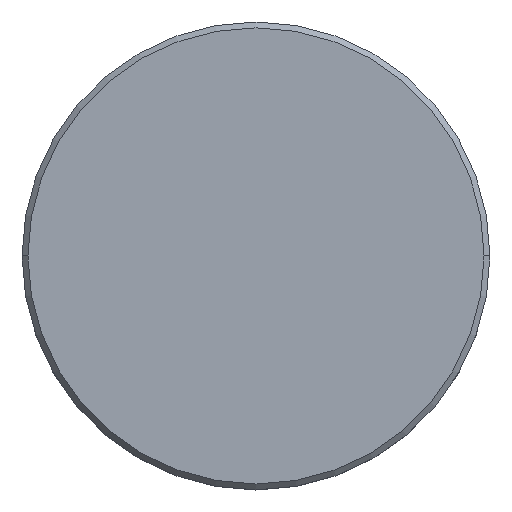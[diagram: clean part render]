
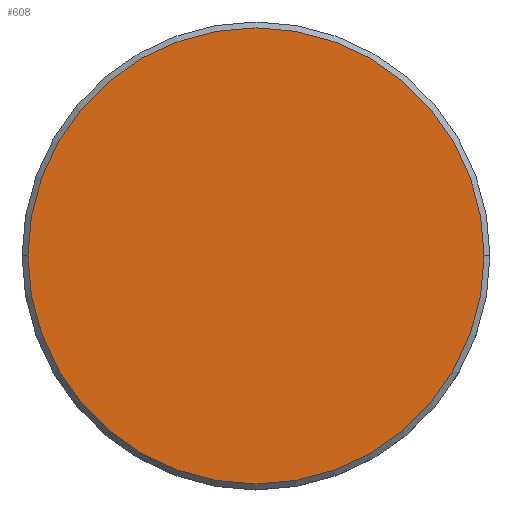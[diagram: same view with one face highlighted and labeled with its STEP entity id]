
A CAD part, top view. The second image highlights one B-rep face of the part: STEP entity #608.
In plain terms, the highlighted planar face has unit normal (0, 0, 1).
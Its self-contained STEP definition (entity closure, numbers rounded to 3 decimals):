
#47 = CARTESIAN_POINT ( 'NONE',  ( 19.5, 0., 0. ) ) ;
#50 = DIRECTION ( 'NONE',  ( 0., 0., 1. ) ) ;
#58 = CARTESIAN_POINT ( 'NONE',  ( 0., 0., 0. ) ) ;
#82 = VERTEX_POINT ( 'NONE', #47 ) ;
#90 = AXIS2_PLACEMENT_3D ( 'NONE', #769, #305, #952 ) ;
#155 = EDGE_CURVE ( 'NONE', #82, #1159, #803, .T. ) ;
#238 = DIRECTION ( 'NONE',  ( 1., 0., 0. ) ) ;
#305 = DIRECTION ( 'NONE',  ( 0., 0., 1. ) ) ;
#306 = AXIS2_PLACEMENT_3D ( 'NONE', #452, #1090, #1108 ) ;
#309 = PLANE ( 'NONE',  #391 ) ;
#386 = CARTESIAN_POINT ( 'NONE',  ( -19.5, 0., 0. ) ) ;
#391 = AXIS2_PLACEMENT_3D ( 'NONE', #58, #50, #238 ) ;
#445 = CIRCLE ( 'NONE', #306, 19.5 ) ;
#452 = CARTESIAN_POINT ( 'NONE',  ( 0., 0., 0. ) ) ;
#454 = EDGE_CURVE ( 'NONE', #1159, #82, #445, .T. ) ;
#608 = ADVANCED_FACE ( 'NONE', ( #1042 ), #309, .T. ) ;
#610 = ORIENTED_EDGE ( 'NONE', *, *, #454, .T. ) ;
#769 = CARTESIAN_POINT ( 'NONE',  ( 0., 0., 0. ) ) ;
#803 = CIRCLE ( 'NONE', #90, 19.5 ) ;
#844 = EDGE_LOOP ( 'NONE', ( #610, #906 ) ) ;
#906 = ORIENTED_EDGE ( 'NONE', *, *, #155, .T. ) ;
#952 = DIRECTION ( 'NONE',  ( 1., 0., 0. ) ) ;
#1042 = FACE_OUTER_BOUND ( 'NONE', #844, .T. ) ;
#1090 = DIRECTION ( 'NONE',  ( 0., 0., 1. ) ) ;
#1108 = DIRECTION ( 'NONE',  ( 1., 0., 0. ) ) ;
#1159 = VERTEX_POINT ( 'NONE', #386 ) ;
